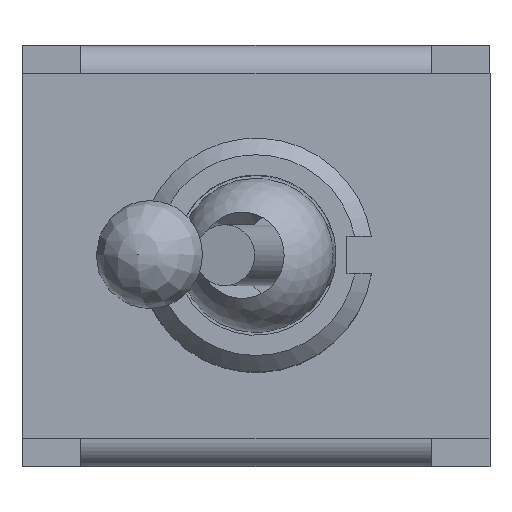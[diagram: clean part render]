
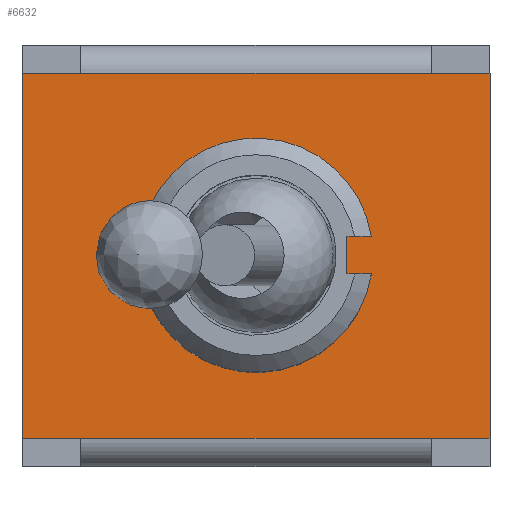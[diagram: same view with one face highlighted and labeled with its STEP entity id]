
A CAD part, top view. The second image highlights one B-rep face of the part: STEP entity #6632.
In plain terms, the highlighted planar face has unit normal (0, 0, 1).
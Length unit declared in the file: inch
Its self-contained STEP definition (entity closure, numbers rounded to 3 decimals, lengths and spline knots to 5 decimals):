
#169=CIRCLE('',#7192,0.125);
#328=FACE_BOUND('',#987,.T.);
#597=FACE_OUTER_BOUND('',#986,.T.);
#986=EDGE_LOOP('',(#5505,#5506,#5507,#5508,#5509,#5510,#5511,#5512));
#987=EDGE_LOOP('',(#5513,#5514,#5515,#5516));
#1615=LINE('',#10694,#2377);
#1618=LINE('',#10700,#2380);
#1620=LINE('',#10703,#2382);
#1621=LINE('',#10709,#2383);
#1622=LINE('',#10711,#2384);
#1623=LINE('',#10713,#2385);
#1624=LINE('',#10715,#2386);
#1625=LINE('',#10717,#2387);
#1626=LINE('',#10719,#2388);
#1627=LINE('',#10721,#2389);
#1628=LINE('',#10722,#2390);
#2377=VECTOR('',#8696,0.3937);
#2380=VECTOR('',#8701,0.3937);
#2382=VECTOR('',#8705,0.3937);
#2383=VECTOR('',#8712,0.3937);
#2384=VECTOR('',#8713,0.3937);
#2385=VECTOR('',#8714,0.3937);
#2386=VECTOR('',#8715,0.3937);
#2387=VECTOR('',#8716,0.3937);
#2388=VECTOR('',#8717,0.3937);
#2389=VECTOR('',#8718,0.3937);
#2390=VECTOR('',#8719,0.3937);
#3063=VERTEX_POINT('',#10691);
#3064=VERTEX_POINT('',#10693);
#3065=VERTEX_POINT('',#10697);
#3066=VERTEX_POINT('',#10699);
#3067=VERTEX_POINT('',#10707);
#3068=VERTEX_POINT('',#10708);
#3069=VERTEX_POINT('',#10710);
#3070=VERTEX_POINT('',#10712);
#3071=VERTEX_POINT('',#10714);
#3072=VERTEX_POINT('',#10716);
#3073=VERTEX_POINT('',#10718);
#3074=VERTEX_POINT('',#10720);
#3911=EDGE_CURVE('',#3064,#3063,#1615,.T.);
#3914=EDGE_CURVE('',#3066,#3065,#1618,.T.);
#3916=EDGE_CURVE('',#3065,#3064,#1620,.T.);
#3917=EDGE_CURVE('',#3063,#3066,#169,.T.);
#3918=EDGE_CURVE('',#3067,#3068,#1621,.T.);
#3919=EDGE_CURVE('',#3068,#3069,#1622,.T.);
#3920=EDGE_CURVE('',#3069,#3070,#1623,.T.);
#3921=EDGE_CURVE('',#3071,#3070,#1624,.T.);
#3922=EDGE_CURVE('',#3072,#3071,#1625,.T.);
#3923=EDGE_CURVE('',#3072,#3073,#1626,.T.);
#3924=EDGE_CURVE('',#3073,#3074,#1627,.T.);
#3925=EDGE_CURVE('',#3067,#3074,#1628,.T.);
#5505=ORIENTED_EDGE('',*,*,#3918,.T.);
#5506=ORIENTED_EDGE('',*,*,#3919,.T.);
#5507=ORIENTED_EDGE('',*,*,#3920,.T.);
#5508=ORIENTED_EDGE('',*,*,#3921,.F.);
#5509=ORIENTED_EDGE('',*,*,#3922,.F.);
#5510=ORIENTED_EDGE('',*,*,#3923,.T.);
#5511=ORIENTED_EDGE('',*,*,#3924,.T.);
#5512=ORIENTED_EDGE('',*,*,#3925,.F.);
#5513=ORIENTED_EDGE('',*,*,#3914,.T.);
#5514=ORIENTED_EDGE('',*,*,#3916,.T.);
#5515=ORIENTED_EDGE('',*,*,#3911,.T.);
#5516=ORIENTED_EDGE('',*,*,#3917,.T.);
#6269=PLANE('',#7193);
#6632=ADVANCED_FACE('',(#597,#328),#6269,.T.);
#7192=AXIS2_PLACEMENT_3D('',#10705,#8708,#8709);
#7193=AXIS2_PLACEMENT_3D('',#10706,#8710,#8711);
#8696=DIRECTION('',(1.,0.,0.));
#8701=DIRECTION('',(-1.,0.,0.));
#8705=DIRECTION('',(0.,-1.,0.));
#8708=DIRECTION('center_axis',(0.,0.,
-1.));
#8709=DIRECTION('ref_axis',(0.987,0.161,0.));
#8710=DIRECTION('center_axis',(0.,0.,
1.));
#8711=DIRECTION('ref_axis',(1.,0.,0.));
#8712=DIRECTION('',(1.,0.,0.));
#8713=DIRECTION('',(1.,0.,0.));
#8714=DIRECTION('',(0.,1.,0.));
#8715=DIRECTION('',(1.,0.,0.));
#8716=DIRECTION('',(1.,0.,0.));
#8717=DIRECTION('',(-1.,0.,0.));
#8718=DIRECTION('',(0.,-1.,0.));
#8719=DIRECTION('',(-1.,0.,0.));
#10691=CARTESIAN_POINT('',(0.12338,-0.02008,0.35));
#10693=CARTESIAN_POINT('',(0.09705,-0.02008,0.35));
#10694=CARTESIAN_POINT('',(0.04852,-0.02008,0.35));
#10697=CARTESIAN_POINT('',(0.09705,0.02008,0.35));
#10699=CARTESIAN_POINT('',(0.12338,0.02008,0.35));
#10700=CARTESIAN_POINT('',(0.06169,0.02008,0.35));
#10703=CARTESIAN_POINT('',(0.09705,0.10758,0.35));
#10705=CARTESIAN_POINT('Origin',(0.,0.,
0.35));
#10706=CARTESIAN_POINT('Origin',(0.,0.19508,
0.35));
#10707=CARTESIAN_POINT('',(-0.18701,-0.19508,0.35));
#10708=CARTESIAN_POINT('',(0.18701,-0.19508,0.35));
#10709=CARTESIAN_POINT('',(0.,-0.19508,0.35));
#10710=CARTESIAN_POINT('',(0.25,-0.19508,0.35));
#10711=CARTESIAN_POINT('',(0.18701,-0.19508,0.35));
#10712=CARTESIAN_POINT('',(0.25,0.19508,0.35));
#10713=CARTESIAN_POINT('',(0.25,-0.19508,0.35));
#10714=CARTESIAN_POINT('',(0.18701,0.19508,0.35));
#10715=CARTESIAN_POINT('',(0.18701,0.19508,0.35));
#10716=CARTESIAN_POINT('',(-0.18701,0.19508,0.35));
#10717=CARTESIAN_POINT('',(0.,0.19508,0.35));
#10718=CARTESIAN_POINT('',(-0.25,0.19508,0.35));
#10719=CARTESIAN_POINT('',(-0.18701,0.19508,0.35));
#10720=CARTESIAN_POINT('',(-0.25,-0.19508,0.35));
#10721=CARTESIAN_POINT('',(-0.25,-0.19508,0.35));
#10722=CARTESIAN_POINT('',(-0.18701,-0.19508,0.35));
